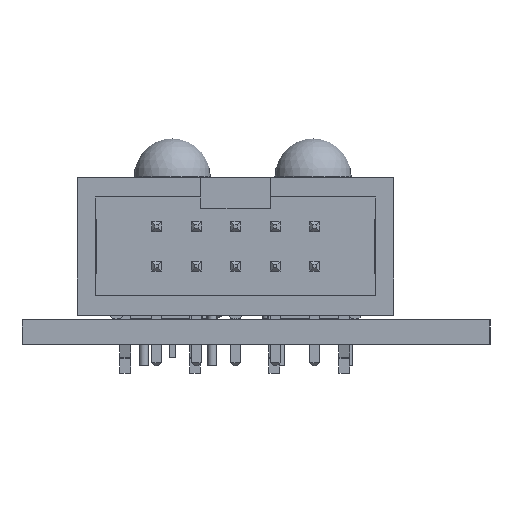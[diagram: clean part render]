
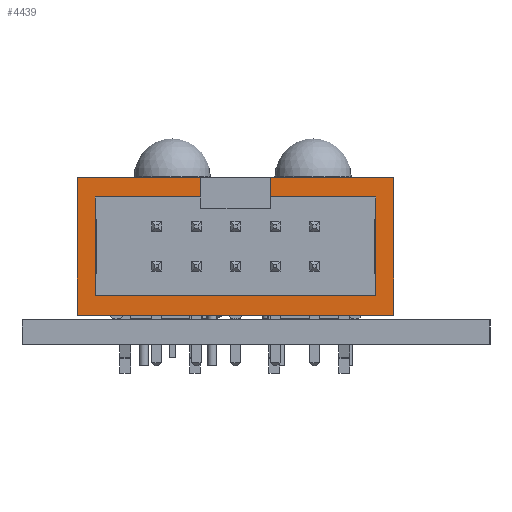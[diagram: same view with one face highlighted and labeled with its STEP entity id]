
A CAD part, left-side view. The second image highlights one B-rep face of the part: STEP entity #4439.
In plain terms, the highlighted face is planar.
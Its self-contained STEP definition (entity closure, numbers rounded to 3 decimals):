
#4311 = VERTEX_POINT('',#4312);
#4312 = CARTESIAN_POINT('',(13.23,5.1,9.095));
#4327 = VERTEX_POINT('',#4328);
#4328 = CARTESIAN_POINT('',(13.23,-15.26,9.095));
#4334 = EDGE_CURVE('',#4335,#4327,#4337,.T.);
#4335 = VERTEX_POINT('',#4336);
#4336 = CARTESIAN_POINT('',(13.23,-7.33,9.095));
#4337 = LINE('',#4338,#4339);
#4338 = CARTESIAN_POINT('',(13.23,5.1,9.095));
#4339 = VECTOR('',#4340,1.);
#4340 = DIRECTION('',(0.,-1.,0.));
#4359 = VERTEX_POINT('',#4360);
#4360 = CARTESIAN_POINT('',(13.23,-2.83,9.095));
#4366 = EDGE_CURVE('',#4311,#4359,#4367,.T.);
#4367 = LINE('',#4368,#4369);
#4368 = CARTESIAN_POINT('',(13.23,5.1,9.095));
#4369 = VECTOR('',#4370,1.);
#4370 = DIRECTION('',(0.,-1.,0.));
#4383 = VERTEX_POINT('',#4384);
#4384 = CARTESIAN_POINT('',(13.23,5.1,0.245));
#4429 = EDGE_CURVE('',#4383,#4311,#4430,.T.);
#4430 = LINE('',#4431,#4432);
#4431 = CARTESIAN_POINT('',(13.23,5.1,0.245));
#4432 = VECTOR('',#4433,1.);
#4433 = DIRECTION('',(0.,0.,1.));
#4439 = ADVANCED_FACE('',(#4440),#4513,.T.);
#4440 = FACE_BOUND('',#4441,.T.);
#4441 = EDGE_LOOP('',(#4442,#4443,#4451,#4457,#4458,#4459,#4467,#4475,
    #4483,#4491,#4499,#4507));
#4442 = ORIENTED_EDGE('',*,*,#4334,.T.);
#4443 = ORIENTED_EDGE('',*,*,#4444,.T.);
#4444 = EDGE_CURVE('',#4327,#4445,#4447,.T.);
#4445 = VERTEX_POINT('',#4446);
#4446 = CARTESIAN_POINT('',(13.23,-15.26,0.245));
#4447 = LINE('',#4448,#4449);
#4448 = CARTESIAN_POINT('',(13.23,-15.26,9.095));
#4449 = VECTOR('',#4450,1.);
#4450 = DIRECTION('',(0.,0.,-1.));
#4451 = ORIENTED_EDGE('',*,*,#4452,.T.);
#4452 = EDGE_CURVE('',#4445,#4383,#4453,.T.);
#4453 = LINE('',#4454,#4455);
#4454 = CARTESIAN_POINT('',(13.23,-15.26,0.245));
#4455 = VECTOR('',#4456,1.);
#4456 = DIRECTION('',(0.,1.,0.));
#4457 = ORIENTED_EDGE('',*,*,#4429,.T.);
#4458 = ORIENTED_EDGE('',*,*,#4366,.T.);
#4459 = ORIENTED_EDGE('',*,*,#4460,.F.);
#4460 = EDGE_CURVE('',#4461,#4359,#4463,.T.);
#4461 = VERTEX_POINT('',#4462);
#4462 = CARTESIAN_POINT('',(13.23,-2.83,7.845));
#4463 = LINE('',#4464,#4465);
#4464 = CARTESIAN_POINT('',(13.23,-2.83,7.095));
#4465 = VECTOR('',#4466,1.);
#4466 = DIRECTION('',(0.,0.,1.));
#4467 = ORIENTED_EDGE('',*,*,#4468,.F.);
#4468 = EDGE_CURVE('',#4469,#4461,#4471,.T.);
#4469 = VERTEX_POINT('',#4470);
#4470 = CARTESIAN_POINT('',(13.23,3.94,7.845));
#4471 = LINE('',#4472,#4473);
#4472 = CARTESIAN_POINT('',(13.23,3.94,7.845));
#4473 = VECTOR('',#4474,1.);
#4474 = DIRECTION('',(0.,-1.,0.));
#4475 = ORIENTED_EDGE('',*,*,#4476,.F.);
#4476 = EDGE_CURVE('',#4477,#4469,#4479,.T.);
#4477 = VERTEX_POINT('',#4478);
#4478 = CARTESIAN_POINT('',(13.23,3.94,1.495));
#4479 = LINE('',#4480,#4481);
#4480 = CARTESIAN_POINT('',(13.23,3.94,1.495));
#4481 = VECTOR('',#4482,1.);
#4482 = DIRECTION('',(0.,0.,1.));
#4483 = ORIENTED_EDGE('',*,*,#4484,.F.);
#4484 = EDGE_CURVE('',#4485,#4477,#4487,.T.);
#4485 = VERTEX_POINT('',#4486);
#4486 = CARTESIAN_POINT('',(13.23,-14.1,1.495));
#4487 = LINE('',#4488,#4489);
#4488 = CARTESIAN_POINT('',(13.23,-14.1,1.495));
#4489 = VECTOR('',#4490,1.);
#4490 = DIRECTION('',(0.,1.,0.));
#4491 = ORIENTED_EDGE('',*,*,#4492,.F.);
#4492 = EDGE_CURVE('',#4493,#4485,#4495,.T.);
#4493 = VERTEX_POINT('',#4494);
#4494 = CARTESIAN_POINT('',(13.23,-14.1,7.845));
#4495 = LINE('',#4496,#4497);
#4496 = CARTESIAN_POINT('',(13.23,-14.1,7.845));
#4497 = VECTOR('',#4498,1.);
#4498 = DIRECTION('',(0.,0.,-1.));
#4499 = ORIENTED_EDGE('',*,*,#4500,.F.);
#4500 = EDGE_CURVE('',#4501,#4493,#4503,.T.);
#4501 = VERTEX_POINT('',#4502);
#4502 = CARTESIAN_POINT('',(13.23,-7.33,7.845));
#4503 = LINE('',#4504,#4505);
#4504 = CARTESIAN_POINT('',(13.23,3.94,7.845));
#4505 = VECTOR('',#4506,1.);
#4506 = DIRECTION('',(0.,-1.,0.));
#4507 = ORIENTED_EDGE('',*,*,#4508,.F.);
#4508 = EDGE_CURVE('',#4335,#4501,#4509,.T.);
#4509 = LINE('',#4510,#4511);
#4510 = CARTESIAN_POINT('',(13.23,-7.33,11.095));
#4511 = VECTOR('',#4512,1.);
#4512 = DIRECTION('',(0.,0.,-1.));
#4513 = PLANE('',#4514);
#4514 = AXIS2_PLACEMENT_3D('',#4515,#4516,#4517);
#4515 = CARTESIAN_POINT('',(13.23,-5.08,4.67));
#4516 = DIRECTION('',(1.,0.,0.));
#4517 = DIRECTION('',(0.,0.,-1.));
